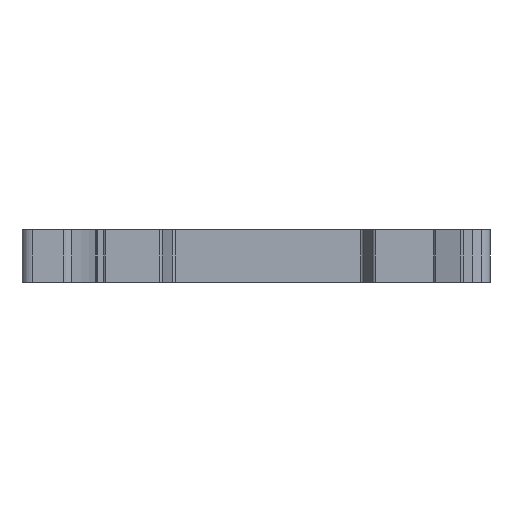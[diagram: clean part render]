
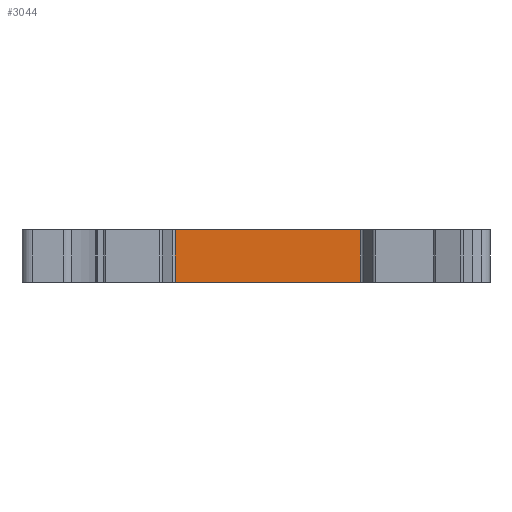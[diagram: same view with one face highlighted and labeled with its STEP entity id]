
A CAD part, front view. The second image highlights one B-rep face of the part: STEP entity #3044.
In plain terms, the highlighted planar face has unit normal (0, -1, 0).
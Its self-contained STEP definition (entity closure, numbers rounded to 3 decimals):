
#292 = CARTESIAN_POINT ( 'NONE',  ( -8.746, 0., 0. ) ) ;
#607 = EDGE_CURVE ( 'NONE', #4791, #748, #2035, .T. ) ;
#748 = VERTEX_POINT ( 'NONE', #4958 ) ;
#764 = CARTESIAN_POINT ( 'NONE',  ( 8.746, 0., 5. ) ) ;
#1106 = VECTOR ( 'NONE', #4291, 1000. ) ;
#1125 = LINE ( 'NONE', #5803, #1106 ) ;
#1245 = CARTESIAN_POINT ( 'NONE',  ( -8.746, 0., 0. ) ) ;
#1311 = ORIENTED_EDGE ( 'NONE', *, *, #2378, .F. ) ;
#1317 = EDGE_LOOP ( 'NONE', ( #5920, #6315, #1311, #6671 ) ) ;
#2033 = VECTOR ( 'NONE', #5777, 1000. ) ;
#2035 = LINE ( 'NONE', #5856, #2033 ) ;
#2039 = CARTESIAN_POINT ( 'NONE',  ( -8.746, 0., 5. ) ) ;
#2378 = EDGE_CURVE ( 'NONE', #2793, #3864, #4639, .T. ) ;
#2793 = VERTEX_POINT ( 'NONE', #1245 ) ;
#3002 = FACE_OUTER_BOUND ( 'NONE', #1317, .T. ) ;
#3044 = ADVANCED_FACE ( 'NONE', ( #3002 ), #5866, .F. ) ;
#3749 = VECTOR ( 'NONE', #4987, 1000. ) ;
#3833 = LINE ( 'NONE', #292, #3749 ) ;
#3864 = VERTEX_POINT ( 'NONE', #2039 ) ;
#4001 = EDGE_CURVE ( 'NONE', #3864, #4791, #1125, .T. ) ;
#4137 = DIRECTION ( 'NONE',  ( 0., 0., 1. ) ) ;
#4291 = DIRECTION ( 'NONE',  ( 1., 0., 0. ) ) ;
#4434 = CARTESIAN_POINT ( 'NONE',  ( -8.746, 0., 5. ) ) ;
#4639 = LINE ( 'NONE', #4434, #4651 ) ;
#4651 = VECTOR ( 'NONE', #4137, 1000. ) ;
#4791 = VERTEX_POINT ( 'NONE', #764 ) ;
#4958 = CARTESIAN_POINT ( 'NONE',  ( 8.746, 0., 0. ) ) ;
#4987 = DIRECTION ( 'NONE',  ( 1., 0., 0. ) ) ;
#5058 = AXIS2_PLACEMENT_3D ( 'NONE', #5890, #5821, #5797 ) ;
#5777 = DIRECTION ( 'NONE',  ( 0., 0., -1. ) ) ;
#5797 = DIRECTION ( 'NONE',  ( -1., 0., 0. ) ) ;
#5803 = CARTESIAN_POINT ( 'NONE',  ( -10.222, 0., 5. ) ) ;
#5821 = DIRECTION ( 'NONE',  ( 0., 1., 0. ) ) ;
#5856 = CARTESIAN_POINT ( 'NONE',  ( 8.746, 0., 5. ) ) ;
#5866 = PLANE ( 'NONE',  #5058 ) ;
#5890 = CARTESIAN_POINT ( 'NONE',  ( -8.746, 0., 5. ) ) ;
#5920 = ORIENTED_EDGE ( 'NONE', *, *, #607, .F. ) ;
#6006 = EDGE_CURVE ( 'NONE', #2793, #748, #3833, .T. ) ;
#6315 = ORIENTED_EDGE ( 'NONE', *, *, #4001, .F. ) ;
#6671 = ORIENTED_EDGE ( 'NONE', *, *, #6006, .T. ) ;
